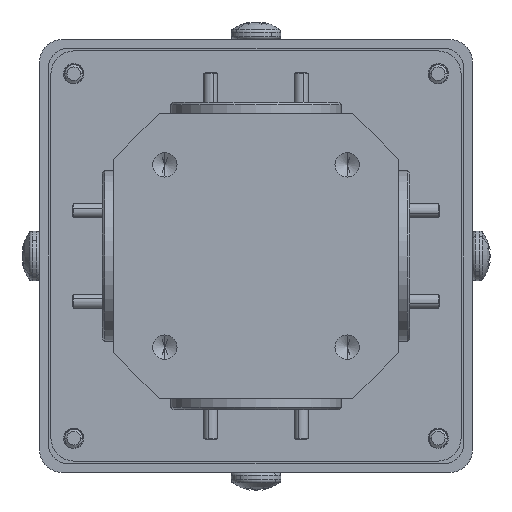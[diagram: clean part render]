
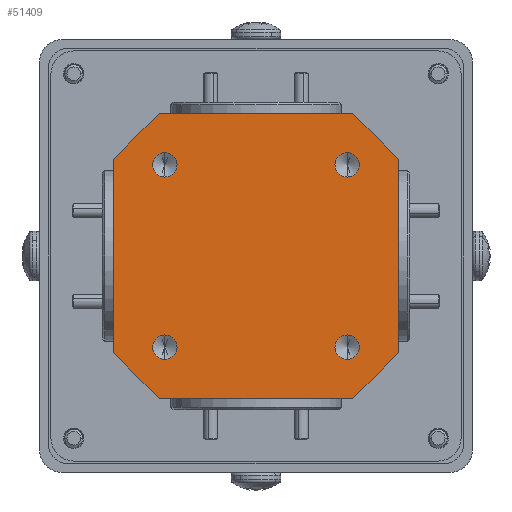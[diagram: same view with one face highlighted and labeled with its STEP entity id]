
A CAD part, front view. The second image highlights one B-rep face of the part: STEP entity #51409.
In plain terms, the highlighted planar face has unit normal (0, -1, 0).
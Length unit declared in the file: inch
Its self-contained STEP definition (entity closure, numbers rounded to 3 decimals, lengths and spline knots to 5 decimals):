
#421 = VERTEX_POINT ( 'NONE', #93299 ) ;
#2013 = VERTEX_POINT ( 'NONE', #10088 ) ;
#2238 = AXIS2_PLACEMENT_3D ( 'NONE', #131141, #108242, #117933 ) ;
#2400 = AXIS2_PLACEMENT_3D ( 'NONE', #66802, #21011, #121446 ) ;
#6115 = FACE_BOUND ( 'NONE', #123562, .T. ) ;
#6384 = DIRECTION ( 'NONE',  ( 0., -1., 0. ) ) ;
#7959 = EDGE_CURVE ( 'NONE', #9561, #28005, #80735, .T. ) ;
#8687 = DIRECTION ( 'NONE',  ( 0., -1., 0. ) ) ;
#9343 = DIRECTION ( 'NONE',  ( 0., -1., 0. ) ) ;
#9561 = VERTEX_POINT ( 'NONE', #55377 ) ;
#10088 = CARTESIAN_POINT ( 'NONE',  ( -0.4, 0., -0.34675 ) ) ;
#10557 = CIRCLE ( 'NONE', #107259, 0.05325 ) ;
#11238 = EDGE_CURVE ( 'NONE', #12074, #28005, #89768, .T. ) ;
#12074 = VERTEX_POINT ( 'NONE', #126777 ) ;
#12918 = CARTESIAN_POINT ( 'NONE',  ( 0.525, 0., 0.525 ) ) ;
#13516 = ORIENTED_EDGE ( 'NONE', *, *, #130303, .T. ) ;
#14485 = VERTEX_POINT ( 'NONE', #121457 ) ;
#16310 = DIRECTION ( 'NONE',  ( 0., 0., 1. ) ) ;
#17737 = EDGE_CURVE ( 'NONE', #60166, #2013, #75000, .T. ) ;
#20445 = CARTESIAN_POINT ( 'NONE',  ( -0.4, 0., 0.4 ) ) ;
#21011 = DIRECTION ( 'NONE',  ( 0., -1., 0. ) ) ;
#21836 = CARTESIAN_POINT ( 'NONE',  ( -0.4, 0., -0.4 ) ) ;
#23816 = DIRECTION ( 'NONE',  ( 0., -1., 0. ) ) ;
#28005 = VERTEX_POINT ( 'NONE', #78986 ) ;
#29860 = ORIENTED_EDGE ( 'NONE', *, *, #45939, .F. ) ;
#31479 = DIRECTION ( 'NONE',  ( 0., 0., -1. ) ) ;
#33587 = DIRECTION ( 'NONE',  ( 0.707, 0., 0.707 ) ) ;
#33960 = DIRECTION ( 'NONE',  ( 0., -1., 0. ) ) ;
#34018 = CARTESIAN_POINT ( 'NONE',  ( -0.625, 0., 0.625 ) ) ;
#34748 = DIRECTION ( 'NONE',  ( 1., 0., 0. ) ) ;
#37047 = ORIENTED_EDGE ( 'NONE', *, *, #7959, .F. ) ;
#37310 = EDGE_CURVE ( 'NONE', #9561, #98644, #112563, .T. ) ;
#37583 = CIRCLE ( 'NONE', #44660, 0.05325 ) ;
#38351 = CARTESIAN_POINT ( 'NONE',  ( -0.625, 0., 0.625 ) ) ;
#39974 = PLANE ( 'NONE',  #139406 ) ;
#41496 = AXIS2_PLACEMENT_3D ( 'NONE', #118916, #142566, #64245 ) ;
#43473 = VECTOR ( 'NONE', #85493, 39.37008 ) ;
#44660 = AXIS2_PLACEMENT_3D ( 'NONE', #90284, #23816, #102831 ) ;
#45526 = ORIENTED_EDGE ( 'NONE', *, *, #73039, .F. ) ;
#45939 = EDGE_CURVE ( 'NONE', #116482, #120839, #37583, .T. ) ;
#46368 = VECTOR ( 'NONE', #61324, 39.37008 ) ;
#47169 = EDGE_CURVE ( 'NONE', #77784, #14485, #108422, .T. ) ;
#49115 = ORIENTED_EDGE ( 'NONE', *, *, #70218, .F. ) ;
#51065 = FACE_BOUND ( 'NONE', #121917, .T. ) ;
#51409 = ADVANCED_FACE ( 'NONE', ( #64887, #6115, #51065, #96117, #145394 ), #39974, .T. ) ;
#51691 = ORIENTED_EDGE ( 'NONE', *, *, #143833, .F. ) ;
#53354 = VECTOR ( 'NONE', #125732, 39.37008 ) ;
#53783 = DIRECTION ( 'NONE',  ( 0., -1., 0. ) ) ;
#54163 = AXIS2_PLACEMENT_3D ( 'NONE', #20445, #8687, #31479 ) ;
#55377 = CARTESIAN_POINT ( 'NONE',  ( 0.625, 0., 0.425 ) ) ;
#55386 = CARTESIAN_POINT ( 'NONE',  ( -0.4, 0., -0.45325 ) ) ;
#55502 = VECTOR ( 'NONE', #16310, 39.37008 ) ;
#56118 = LINE ( 'NONE', #136650, #79787 ) ;
#59853 = EDGE_LOOP ( 'NONE', ( #37047, #138908, #98942, #13516, #45526, #133965, #49115, #94362 ) ) ;
#60166 = VERTEX_POINT ( 'NONE', #55386 ) ;
#61324 = DIRECTION ( 'NONE',  ( -0.707, 0., -0.707 ) ) ;
#61532 = CARTESIAN_POINT ( 'NONE',  ( 0.4, 0., -0.45325 ) ) ;
#64245 = DIRECTION ( 'NONE',  ( 0., 0., -1. ) ) ;
#64887 = FACE_OUTER_BOUND ( 'NONE', #59853, .T. ) ;
#65719 = EDGE_CURVE ( 'NONE', #2013, #60166, #10557, .T. ) ;
#66802 = CARTESIAN_POINT ( 'NONE',  ( 0.4, 0., 0.4 ) ) ;
#67463 = VERTEX_POINT ( 'NONE', #80380 ) ;
#69665 = CARTESIAN_POINT ( 'NONE',  ( -0.4, 0., 0.34675 ) ) ;
#70218 = EDGE_CURVE ( 'NONE', #12074, #67463, #117992, .T. ) ;
#70406 = AXIS2_PLACEMENT_3D ( 'NONE', #97119, #6384, #108185 ) ;
#71926 = ORIENTED_EDGE ( 'NONE', *, *, #65719, .F. ) ;
#72230 = CIRCLE ( 'NONE', #41496, 0.05325 ) ;
#73039 = EDGE_CURVE ( 'NONE', #421, #129434, #118150, .T. ) ;
#75000 = CIRCLE ( 'NONE', #70406, 0.05325 ) ;
#75485 = EDGE_CURVE ( 'NONE', #142689, #137076, #72230, .T. ) ;
#77704 = VERTEX_POINT ( 'NONE', #136878 ) ;
#77784 = VERTEX_POINT ( 'NONE', #69665 ) ;
#78986 = CARTESIAN_POINT ( 'NONE',  ( 0.625, 0., -0.425 ) ) ;
#79072 = DIRECTION ( 'NONE',  ( 0.707, 0., -0.707 ) ) ;
#79787 = VECTOR ( 'NONE', #79072, 39.37008 ) ;
#80380 = CARTESIAN_POINT ( 'NONE',  ( -0.425, 0., -0.625 ) ) ;
#80735 = LINE ( 'NONE', #105739, #53354 ) ;
#83195 = EDGE_CURVE ( 'NONE', #120839, #116482, #138925, .T. ) ;
#85493 = DIRECTION ( 'NONE',  ( -1., 0., 0. ) ) ;
#87432 = CARTESIAN_POINT ( 'NONE',  ( -0.625, 0., 0.425 ) ) ;
#89768 = LINE ( 'NONE', #134809, #116975 ) ;
#90284 = CARTESIAN_POINT ( 'NONE',  ( 0.4, 0., -0.4 ) ) ;
#90527 = ORIENTED_EDGE ( 'NONE', *, *, #47169, .F. ) ;
#90913 = ORIENTED_EDGE ( 'NONE', *, *, #83195, .F. ) ;
#91595 = CARTESIAN_POINT ( 'NONE',  ( -0.4, 0., 0.4 ) ) ;
#93299 = CARTESIAN_POINT ( 'NONE',  ( -0.625, 0., -0.425 ) ) ;
#93679 = VECTOR ( 'NONE', #122899, 39.37008 ) ;
#93702 = CIRCLE ( 'NONE', #103184, 0.05325 ) ;
#94362 = ORIENTED_EDGE ( 'NONE', *, *, #11238, .T. ) ;
#94719 = VECTOR ( 'NONE', #34748, 39.37008 ) ;
#94750 = EDGE_CURVE ( 'NONE', #77704, #98644, #101273, .T. ) ;
#96117 = FACE_BOUND ( 'NONE', #98021, .T. ) ;
#96712 = LINE ( 'NONE', #141816, #46368 ) ;
#97119 = CARTESIAN_POINT ( 'NONE',  ( -0.4, 0., -0.4 ) ) ;
#97827 = CARTESIAN_POINT ( 'NONE',  ( 0.4, 0., -0.34675 ) ) ;
#98021 = EDGE_LOOP ( 'NONE', ( #90527, #98457 ) ) ;
#98457 = ORIENTED_EDGE ( 'NONE', *, *, #136425, .F. ) ;
#98644 = VERTEX_POINT ( 'NONE', #140347 ) ;
#98942 = ORIENTED_EDGE ( 'NONE', *, *, #94750, .F. ) ;
#98949 = CIRCLE ( 'NONE', #2400, 0.05325 ) ;
#101273 = LINE ( 'NONE', #34018, #94719 ) ;
#101643 = EDGE_LOOP ( 'NONE', ( #51691, #113245 ) ) ;
#102674 = DIRECTION ( 'NONE',  ( 0., 0., -1. ) ) ;
#102831 = DIRECTION ( 'NONE',  ( 0., 0., -1. ) ) ;
#103184 = AXIS2_PLACEMENT_3D ( 'NONE', #91595, #33960, #102674 ) ;
#105739 = CARTESIAN_POINT ( 'NONE',  ( 0.625, 0., 0.625 ) ) ;
#107259 = AXIS2_PLACEMENT_3D ( 'NONE', #21836, #9343, #134085 ) ;
#108185 = DIRECTION ( 'NONE',  ( 0., 0., -1. ) ) ;
#108242 = DIRECTION ( 'NONE',  ( 0., -1., 0. ) ) ;
#108422 = CIRCLE ( 'NONE', #54163, 0.05325 ) ;
#109922 = CARTESIAN_POINT ( 'NONE',  ( 0., 0., 0. ) ) ;
#111260 = ORIENTED_EDGE ( 'NONE', *, *, #17737, .F. ) ;
#112563 = LINE ( 'NONE', #12918, #93679 ) ;
#113245 = ORIENTED_EDGE ( 'NONE', *, *, #75485, .F. ) ;
#116482 = VERTEX_POINT ( 'NONE', #97827 ) ;
#116975 = VECTOR ( 'NONE', #33587, 39.37008 ) ;
#117270 = CARTESIAN_POINT ( 'NONE',  ( -0.625, 0., -0.625 ) ) ;
#117380 = CARTESIAN_POINT ( 'NONE',  ( 0.4, 0., 0.45325 ) ) ;
#117933 = DIRECTION ( 'NONE',  ( 0., 0., -1. ) ) ;
#117992 = LINE ( 'NONE', #117270, #43473 ) ;
#118150 = LINE ( 'NONE', #38351, #55502 ) ;
#118916 = CARTESIAN_POINT ( 'NONE',  ( 0.4, 0., 0.4 ) ) ;
#119107 = EDGE_CURVE ( 'NONE', #421, #67463, #56118, .T. ) ;
#120839 = VERTEX_POINT ( 'NONE', #61532 ) ;
#121000 = CARTESIAN_POINT ( 'NONE',  ( 0.4, 0., 0.34675 ) ) ;
#121446 = DIRECTION ( 'NONE',  ( 0., 0., -1. ) ) ;
#121457 = CARTESIAN_POINT ( 'NONE',  ( -0.4, 0., 0.45325 ) ) ;
#121917 = EDGE_LOOP ( 'NONE', ( #111260, #71926 ) ) ;
#122899 = DIRECTION ( 'NONE',  ( -0.707, 0., 0.707 ) ) ;
#123562 = EDGE_LOOP ( 'NONE', ( #90913, #29860 ) ) ;
#125732 = DIRECTION ( 'NONE',  ( 0., 0., -1. ) ) ;
#126777 = CARTESIAN_POINT ( 'NONE',  ( 0.425, 0., -0.625 ) ) ;
#129434 = VERTEX_POINT ( 'NONE', #87432 ) ;
#130303 = EDGE_CURVE ( 'NONE', #77704, #129434, #96712, .T. ) ;
#131141 = CARTESIAN_POINT ( 'NONE',  ( 0.4, 0., -0.4 ) ) ;
#133965 = ORIENTED_EDGE ( 'NONE', *, *, #119107, .T. ) ;
#134085 = DIRECTION ( 'NONE',  ( 0., 0., -1. ) ) ;
#134809 = CARTESIAN_POINT ( 'NONE',  ( 0.525, 0., -0.525 ) ) ;
#136425 = EDGE_CURVE ( 'NONE', #14485, #77784, #93702, .T. ) ;
#136504 = DIRECTION ( 'NONE',  ( 0., 0., -1. ) ) ;
#136650 = CARTESIAN_POINT ( 'NONE',  ( -0.525, 0., -0.525 ) ) ;
#136878 = CARTESIAN_POINT ( 'NONE',  ( -0.425, 0., 0.625 ) ) ;
#137076 = VERTEX_POINT ( 'NONE', #121000 ) ;
#138908 = ORIENTED_EDGE ( 'NONE', *, *, #37310, .T. ) ;
#138925 = CIRCLE ( 'NONE', #2238, 0.05325 ) ;
#139406 = AXIS2_PLACEMENT_3D ( 'NONE', #109922, #53783, #136504 ) ;
#140347 = CARTESIAN_POINT ( 'NONE',  ( 0.425, 0., 0.625 ) ) ;
#141816 = CARTESIAN_POINT ( 'NONE',  ( -0.525, 0., 0.525 ) ) ;
#142566 = DIRECTION ( 'NONE',  ( 0., -1., 0. ) ) ;
#142689 = VERTEX_POINT ( 'NONE', #117380 ) ;
#143833 = EDGE_CURVE ( 'NONE', #137076, #142689, #98949, .T. ) ;
#145394 = FACE_BOUND ( 'NONE', #101643, .T. ) ;
